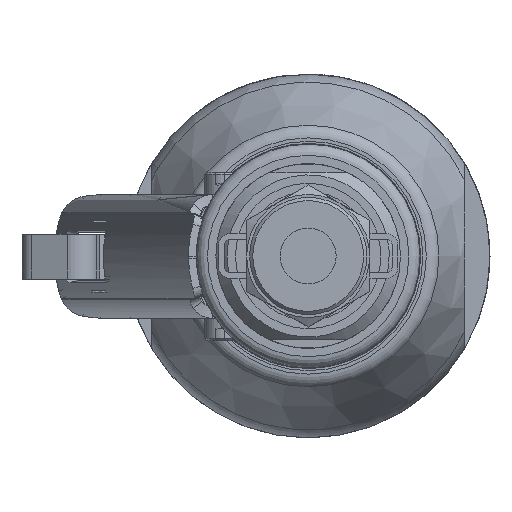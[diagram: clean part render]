
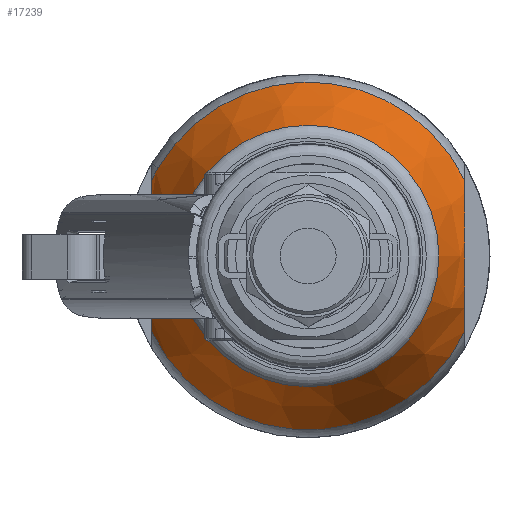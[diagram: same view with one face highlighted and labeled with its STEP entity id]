
A CAD part, left-side view. The second image highlights one B-rep face of the part: STEP entity #17239.
In plain terms, the highlighted conical face has half-angle 25 degrees and reference radius 27.604 mm.
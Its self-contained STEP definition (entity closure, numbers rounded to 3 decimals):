
#16948=CARTESIAN_POINT('',(-39.514,28.,-13.523));
#16949=VERTEX_POINT('',#16948);
#16977=CARTESIAN_POINT('',(-39.514,28.,13.523));
#16978=VERTEX_POINT('',#16977);
#16979=CARTESIAN_POINT('',(-39.514,28.,13.523));
#16980=CARTESIAN_POINT('',(-52.126,28.,0.));
#16981=CARTESIAN_POINT('',(-39.514,28.,-13.523));
#16989=(BOUNDED_CURVE()B_SPLINE_CURVE(2,(#16979,#16980,#16981),.UNSPECIFIED.,.F.,.U.)B_SPLINE_CURVE_WITH_KNOTS((3,3),(0.308,3.515),.UNSPECIFIED.)CURVE()GEOMETRIC_REPRESENTATION_ITEM()RATIONAL_B_SPLINE_CURVE((1.024,1.137,1.024))REPRESENTATION_ITEM(''));
#16990=EDGE_CURVE('',#16978,#16949,#16989,.T.);
#17072=CARTESIAN_POINT('',(-39.514,-28.,-13.523));
#17073=VERTEX_POINT('',#17072);
#17107=CARTESIAN_POINT('',(-39.514,-28.,13.523));
#17108=VERTEX_POINT('',#17107);
#17134=CARTESIAN_POINT('',(-39.514,-28.,-13.523));
#17135=CARTESIAN_POINT('',(-52.126,-28.,0.));
#17136=CARTESIAN_POINT('',(-39.514,-28.,13.523));
#17144=(BOUNDED_CURVE()B_SPLINE_CURVE(2,(#17134,#17135,#17136),.UNSPECIFIED.,.F.,.U.)B_SPLINE_CURVE_WITH_KNOTS((3,3),(0.308,3.515),.UNSPECIFIED.)CURVE()GEOMETRIC_REPRESENTATION_ITEM()RATIONAL_B_SPLINE_CURVE((1.024,1.137,1.024))REPRESENTATION_ITEM(''));
#17145=EDGE_CURVE('',#17073,#17108,#17144,.T.);
#17175=CARTESIAN_POINT('',(-39.514,0.,0.));
#17176=DIRECTION('',(1.0,0.0,0.0));
#17177=DIRECTION('',(0.0,0.0,1.0));
#17178=AXIS2_PLACEMENT_3D('',#17175,#17176,#17177);
#17179=CIRCLE('',#17178,31.095);
#17180=EDGE_CURVE('',#17073,#16949,#17179,.T.);
#17185=CARTESIAN_POINT('',(-39.514,0.,0.));
#17186=DIRECTION('',(1.0,0.0,0.0));
#17187=DIRECTION('',(0.0,0.0,1.0));
#17188=AXIS2_PLACEMENT_3D('',#17185,#17186,#17187);
#17189=CIRCLE('',#17188,31.095);
#17190=EDGE_CURVE('',#16978,#17108,#17189,.T.);
#17217=CARTESIAN_POINT('',(-47.,0.,0.));
#17218=DIRECTION('',(1.0,0.,0.));
#17219=DIRECTION('',(0.0,1.0,0.0));
#17220=AXIS2_PLACEMENT_3D('',#17217,#17218,#17219);
#17221=CONICAL_SURFACE('',#17220,27.604,25.);
#17222=ORIENTED_EDGE('',*,*,#17180,.F.);
#17223=ORIENTED_EDGE('',*,*,#17145,.T.);
#17224=ORIENTED_EDGE('',*,*,#17190,.F.);
#17225=ORIENTED_EDGE('',*,*,#16990,.T.);
#17226=EDGE_LOOP('',(#17222,#17223,#17224,#17225));
#17227=FACE_OUTER_BOUND('',#17226,.T.);
#17228=CARTESIAN_POINT('',(-56.057,23.381,0.));
#17229=VERTEX_POINT('',#17228);
#17230=CARTESIAN_POINT('',(-56.057,0.,0.));
#17231=DIRECTION('',(-1.0,0.0,0.0));
#17232=DIRECTION('',(0.0,-1.0,0.0));
#17233=AXIS2_PLACEMENT_3D('',#17230,#17231,#17232);
#17234=CIRCLE('',#17233,23.381);
#17235=EDGE_CURVE('',#17229,#17229,#17234,.T.);
#17236=ORIENTED_EDGE('',*,*,#17235,.F.);
#17237=EDGE_LOOP('',(#17236));
#17238=FACE_BOUND('',#17237,.T.);
#17239=ADVANCED_FACE('',(#17227,#17238),#17221,.T.);
